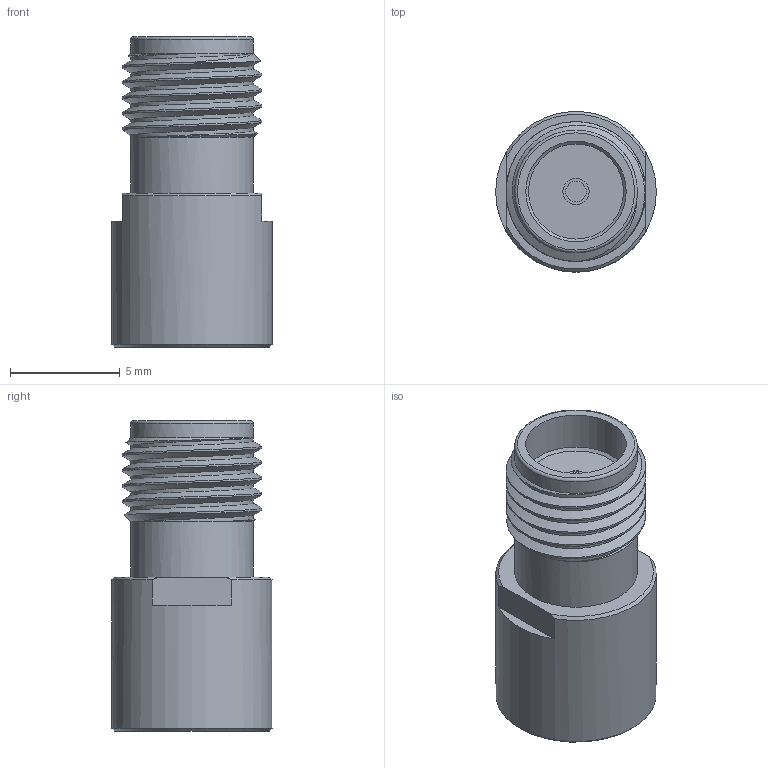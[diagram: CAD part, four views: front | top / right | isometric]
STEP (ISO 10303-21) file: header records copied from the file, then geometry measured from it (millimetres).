
FILE_DESCRIPTION (( 'STEP AP203' ), '1' );
FILE_NAME ('PE91400.step', '2019-12-12T16:54:03', ( '' ), ( '' ), 'SwSTEP 2.0', 'SolidWorks 2018', '' );
FILE_SCHEMA (( 'CONFIG_CONTROL_DESIGN' ));
Length unit declared in the file: inch
Products named in the file (1): PE91400
Bounding box: 7.3 x 7.3 x 14.1 mm (x, y, z)
Volume: 371.5 mm3; surface area: 642.2 mm2
Topology: 1 solids, 1 shells, 157 faces, 530 edges, 351 vertices
Faces by surface type: plane 88, cylinder 51, cone 11, bspline 6, torus 1
Full cylindrical faces by diameter (mm): 0.94 x2, 1.194 x2, 1.245 x1, 2.032 x1, 4.064 x1, 4.318 x1, 4.561 x1, 4.572 x2, 5.582 x2, 7.3 x1
Entity records: 7278 total; most frequent: CARTESIAN_POINT 3140, ORIENTED_EDGE 1008, DIRECTION 642, EDGE_CURVE 504, VERTEX_POINT 344, AXIS2_PLACEMENT_3D 247, B_SPLINE_CURVE_WITH_KNOTS 235, EDGE_LOOP 188
